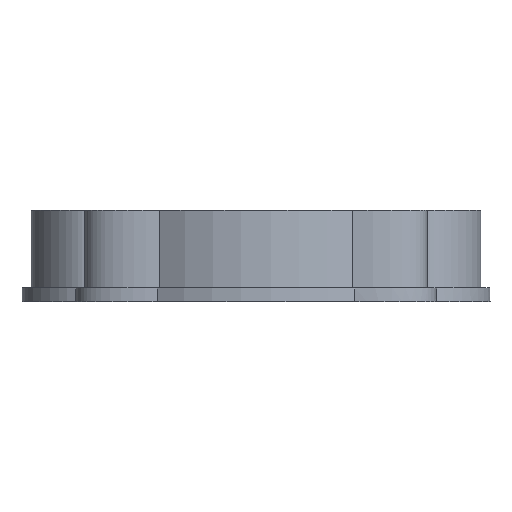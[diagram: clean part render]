
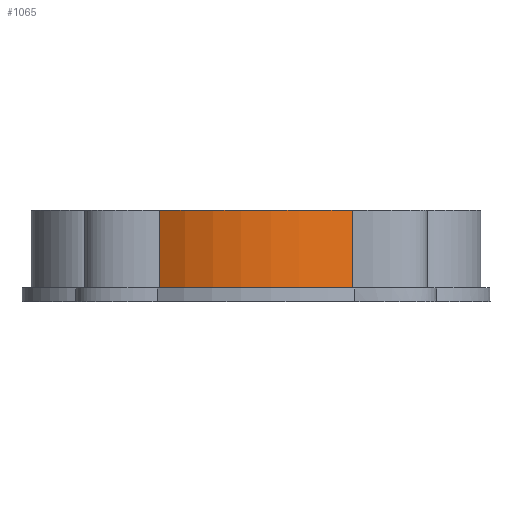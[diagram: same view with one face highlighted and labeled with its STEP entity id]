
A CAD part, front view. The second image highlights one B-rep face of the part: STEP entity #1065.
In plain terms, the highlighted cylindrical face has radius 39.1 mm (diameter 78.2 mm), a partial arc.
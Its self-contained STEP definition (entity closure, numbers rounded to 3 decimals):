
#136=CIRCLE('',#1158,39.1);
#137=CIRCLE('',#1160,39.1);
#145=CYLINDRICAL_SURFACE('',#1159,39.1);
#164=FACE_OUTER_BOUND('',#240,.T.);
#240=EDGE_LOOP('',(#798,#799,#800,#801));
#316=LINE('',#2289,#368);
#317=LINE('',#2292,#369);
#368=VECTOR('',#1230,10.);
#369=VECTOR('',#1233,10.);
#489=VERTEX_POINT('',#2167);
#490=VERTEX_POINT('',#2184);
#496=VERTEX_POINT('',#2288);
#497=VERTEX_POINT('',#2290);
#607=EDGE_CURVE('',#490,#489,#136,.T.);
#614=EDGE_CURVE('',#489,#496,#316,.T.);
#615=EDGE_CURVE('',#497,#496,#137,.T.);
#616=EDGE_CURVE('',#490,#497,#317,.T.);
#798=ORIENTED_EDGE('',*,*,#607,.T.);
#799=ORIENTED_EDGE('',*,*,#614,.T.);
#800=ORIENTED_EDGE('',*,*,#615,.F.);
#801=ORIENTED_EDGE('',*,*,#616,.F.);
#1065=ADVANCED_FACE('',(#164),#145,.T.);
#1158=AXIS2_PLACEMENT_3D('',#2185,#1226,#1227);
#1159=AXIS2_PLACEMENT_3D('',#2287,#1228,#1229);
#1160=AXIS2_PLACEMENT_3D('',#2291,#1231,#1232);
#1226=DIRECTION('center_axis',(0.,0.,1.));
#1227=DIRECTION('ref_axis',(-0.541,-0.841,0.));
#1228=DIRECTION('center_axis',(0.,0.,1.));
#1229=DIRECTION('ref_axis',(-0.541,-0.841,0.));
#1230=DIRECTION('',(0.,0.,1.));
#1231=DIRECTION('center_axis',(0.,0.,1.));
#1232=DIRECTION('ref_axis',(-0.541,-0.841,0.));
#1233=DIRECTION('',(0.,0.,1.));
#2167=CARTESIAN_POINT('',(21.141,-32.892,3.));
#2184=CARTESIAN_POINT('',(-21.141,-32.892,3.));
#2185=CARTESIAN_POINT('Origin',(0.,0.,3.));
#2287=CARTESIAN_POINT('Origin',(0.,0.,0.));
#2288=CARTESIAN_POINT('',(21.141,-32.892,20.));
#2289=CARTESIAN_POINT('',(21.141,-32.892,0.));
#2290=CARTESIAN_POINT('',(-21.141,-32.892,20.));
#2291=CARTESIAN_POINT('Origin',(0.,0.,20.));
#2292=CARTESIAN_POINT('',(-21.141,-32.892,0.));
